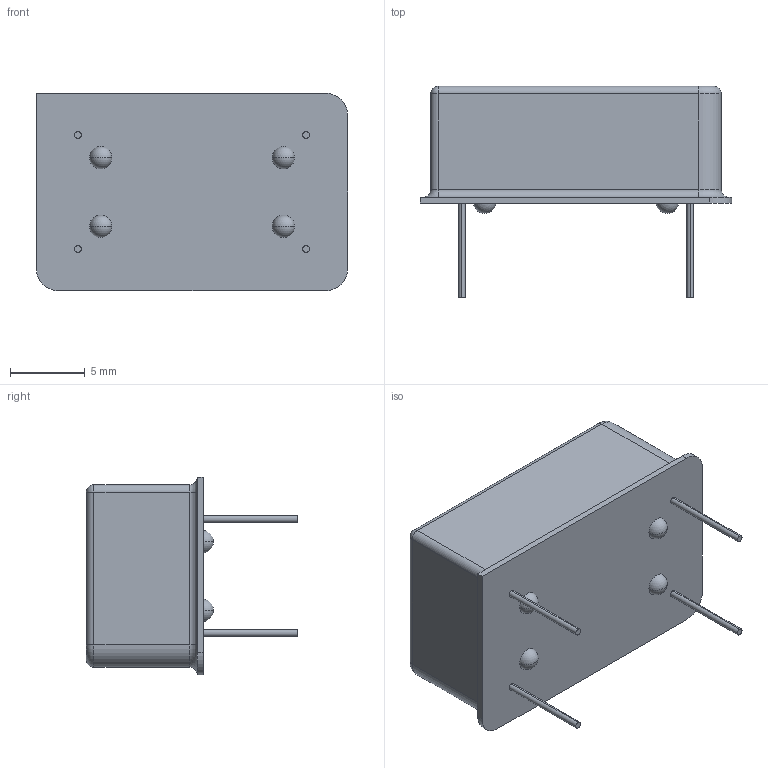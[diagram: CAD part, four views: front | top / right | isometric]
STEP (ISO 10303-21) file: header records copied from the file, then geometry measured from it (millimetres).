
FILE_DESCRIPTION (( 'STEP AP214' ), '1' );
FILE_NAME ('AOCJY1.STEP', '2014-07-08T12:57:50', ( '' ), ( '' ), 'SwSTEP 2.0', 'SolidWorks 2012', '' );
FILE_SCHEMA (( 'AUTOMOTIVE_DESIGN' ));
Length unit declared in the file: millimetre
Products named in the file (1): AOCJY1
Bounding box: 20.8 x 14.1 x 13.2 mm (x, y, z)
Volume: 1856.5 mm3; surface area: 1040.8 mm2
Topology: 1 solids, 1 shells, 116 faces, 278 edges, 179 vertices
Faces by surface type: plane 56, cylinder 23, bspline 21, sphere 9, torus 7
Entity records: 5450 total; most frequent: CARTESIAN_POINT 2010, ORIENTED_EDGE 554, DIRECTION 496, EDGE_CURVE 277, VERTEX_POINT 179, VECTOR 166, LINE 166, AXIS2_PLACEMENT_3D 165
